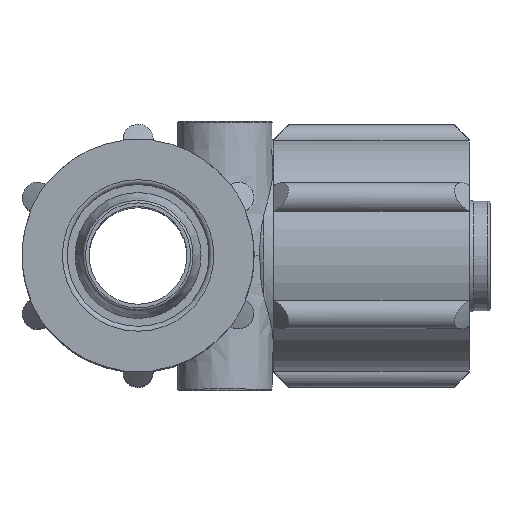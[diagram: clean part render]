
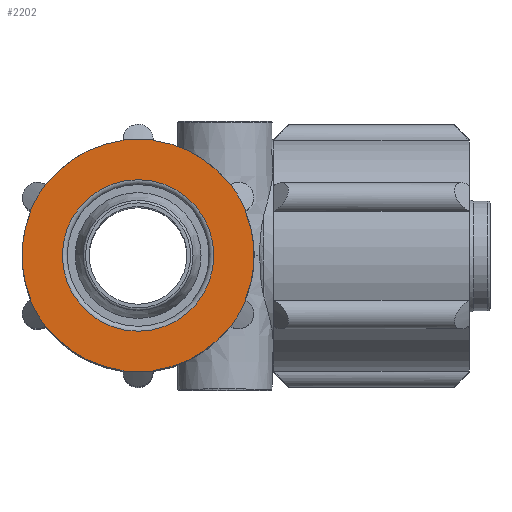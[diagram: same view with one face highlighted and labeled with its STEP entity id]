
A CAD part, top view. The second image highlights one B-rep face of the part: STEP entity #2202.
In plain terms, the highlighted face is planar.
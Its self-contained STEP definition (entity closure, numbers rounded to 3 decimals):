
#103=PLANE('',#2478);
#771=ORIENTED_EDGE('',*,*,#1148,.F.);
#772=ORIENTED_EDGE('',*,*,#1149,.F.);
#773=ORIENTED_EDGE('',*,*,#1150,.T.);
#774=ORIENTED_EDGE('',*,*,#1151,.T.);
#775=ORIENTED_EDGE('',*,*,#1152,.T.);
#776=ORIENTED_EDGE('',*,*,#1153,.F.);
#777=ORIENTED_EDGE('',*,*,#1154,.T.);
#778=ORIENTED_EDGE('',*,*,#1155,.T.);
#779=ORIENTED_EDGE('',*,*,#1156,.T.);
#780=ORIENTED_EDGE('',*,*,#1157,.F.);
#781=ORIENTED_EDGE('',*,*,#1158,.T.);
#782=ORIENTED_EDGE('',*,*,#1159,.T.);
#783=ORIENTED_EDGE('',*,*,#1160,.T.);
#784=ORIENTED_EDGE('',*,*,#1161,.F.);
#785=ORIENTED_EDGE('',*,*,#1162,.T.);
#786=ORIENTED_EDGE('',*,*,#1163,.T.);
#787=ORIENTED_EDGE('',*,*,#1164,.T.);
#788=ORIENTED_EDGE('',*,*,#1165,.F.);
#789=ORIENTED_EDGE('',*,*,#1166,.T.);
#790=ORIENTED_EDGE('',*,*,#1167,.T.);
#791=ORIENTED_EDGE('',*,*,#1168,.T.);
#792=ORIENTED_EDGE('',*,*,#1169,.F.);
#793=ORIENTED_EDGE('',*,*,#1170,.T.);
#794=ORIENTED_EDGE('',*,*,#1171,.T.);
#795=ORIENTED_EDGE('',*,*,#1172,.T.);
#1148=EDGE_CURVE('',#1393,#1393,#1546,.T.);
#1149=EDGE_CURVE('',#1394,#1395,#1547,.F.);
#1150=EDGE_CURVE('',#1394,#1396,#1548,.T.);
#1151=EDGE_CURVE('',#1396,#1397,#1549,.T.);
#1152=EDGE_CURVE('',#1397,#1398,#1550,.T.);
#1153=EDGE_CURVE('',#1399,#1398,#1551,.F.);
#1154=EDGE_CURVE('',#1399,#1400,#1552,.T.);
#1155=EDGE_CURVE('',#1400,#1401,#1553,.T.);
#1156=EDGE_CURVE('',#1401,#1402,#1554,.T.);
#1157=EDGE_CURVE('',#1403,#1402,#1555,.F.);
#1158=EDGE_CURVE('',#1403,#1404,#1556,.T.);
#1159=EDGE_CURVE('',#1404,#1405,#1557,.T.);
#1160=EDGE_CURVE('',#1405,#1406,#1558,.T.);
#1161=EDGE_CURVE('',#1407,#1406,#1559,.F.);
#1162=EDGE_CURVE('',#1407,#1408,#1560,.T.);
#1163=EDGE_CURVE('',#1408,#1409,#1561,.T.);
#1164=EDGE_CURVE('',#1409,#1410,#1562,.T.);
#1165=EDGE_CURVE('',#1411,#1410,#1563,.F.);
#1166=EDGE_CURVE('',#1411,#1412,#1564,.T.);
#1167=EDGE_CURVE('',#1412,#1413,#1565,.T.);
#1168=EDGE_CURVE('',#1413,#1414,#1566,.T.);
#1169=EDGE_CURVE('',#1415,#1414,#1567,.F.);
#1170=EDGE_CURVE('',#1415,#1416,#1568,.T.);
#1171=EDGE_CURVE('',#1416,#1417,#1569,.T.);
#1172=EDGE_CURVE('',#1417,#1395,#1570,.T.);
#1393=VERTEX_POINT('',#4050);
#1394=VERTEX_POINT('',#4052);
#1395=VERTEX_POINT('',#4053);
#1396=VERTEX_POINT('',#4055);
#1397=VERTEX_POINT('',#4057);
#1398=VERTEX_POINT('',#4059);
#1399=VERTEX_POINT('',#4061);
#1400=VERTEX_POINT('',#4063);
#1401=VERTEX_POINT('',#4065);
#1402=VERTEX_POINT('',#4067);
#1403=VERTEX_POINT('',#4069);
#1404=VERTEX_POINT('',#4071);
#1405=VERTEX_POINT('',#4073);
#1406=VERTEX_POINT('',#4075);
#1407=VERTEX_POINT('',#4077);
#1408=VERTEX_POINT('',#4079);
#1409=VERTEX_POINT('',#4081);
#1410=VERTEX_POINT('',#4083);
#1411=VERTEX_POINT('',#4085);
#1412=VERTEX_POINT('',#4087);
#1413=VERTEX_POINT('',#4089);
#1414=VERTEX_POINT('',#4091);
#1415=VERTEX_POINT('',#4093);
#1416=VERTEX_POINT('',#4095);
#1417=VERTEX_POINT('',#4097);
#1546=CIRCLE('',#2479,6.2);
#1547=CIRCLE('',#2480,9.535);
#1548=CIRCLE('',#2481,1.235);
#1549=CIRCLE('',#2482,9.5);
#1550=CIRCLE('',#2483,1.235);
#1551=CIRCLE('',#2484,9.535);
#1552=CIRCLE('',#2485,1.235);
#1553=CIRCLE('',#2486,9.5);
#1554=CIRCLE('',#2487,1.235);
#1555=CIRCLE('',#2488,9.535);
#1556=CIRCLE('',#2489,1.235);
#1557=CIRCLE('',#2490,9.5);
#1558=CIRCLE('',#2491,1.235);
#1559=CIRCLE('',#2492,9.535);
#1560=CIRCLE('',#2493,1.235);
#1561=CIRCLE('',#2494,9.5);
#1562=CIRCLE('',#2495,1.235);
#1563=CIRCLE('',#2496,9.535);
#1564=CIRCLE('',#2497,1.235);
#1565=CIRCLE('',#2498,9.5);
#1566=CIRCLE('',#2499,1.235);
#1567=CIRCLE('',#2500,9.535);
#1568=CIRCLE('',#2501,1.235);
#1569=CIRCLE('',#2502,9.5);
#1570=CIRCLE('',#2503,1.235);
#1780=EDGE_LOOP('',(#771));
#1781=EDGE_LOOP('',(#772,#773,#774,#775,#776,#777,#778,#779,#780,#781,#782,
#783,#784,#785,#786,#787,#788,#789,#790,#791,#792,#793,#794,#795));
#2000=FACE_BOUND('',#1780,.T.);
#2001=FACE_BOUND('',#1781,.T.);
#2202=ADVANCED_FACE('',(#2000,#2001),#103,.T.);
#2478=AXIS2_PLACEMENT_3D('',#4048,#3050,#3051);
#2479=AXIS2_PLACEMENT_3D('',#4049,#3052,#3053);
#2480=AXIS2_PLACEMENT_3D('',#4051,#3054,#3055);
#2481=AXIS2_PLACEMENT_3D('',#4054,#3056,#3057);
#2482=AXIS2_PLACEMENT_3D('',#4056,#3058,#3059);
#2483=AXIS2_PLACEMENT_3D('',#4058,#3060,#3061);
#2484=AXIS2_PLACEMENT_3D('',#4060,#3062,#3063);
#2485=AXIS2_PLACEMENT_3D('',#4062,#3064,#3065);
#2486=AXIS2_PLACEMENT_3D('',#4064,#3066,#3067);
#2487=AXIS2_PLACEMENT_3D('',#4066,#3068,#3069);
#2488=AXIS2_PLACEMENT_3D('',#4068,#3070,#3071);
#2489=AXIS2_PLACEMENT_3D('',#4070,#3072,#3073);
#2490=AXIS2_PLACEMENT_3D('',#4072,#3074,#3075);
#2491=AXIS2_PLACEMENT_3D('',#4074,#3076,#3077);
#2492=AXIS2_PLACEMENT_3D('',#4076,#3078,#3079);
#2493=AXIS2_PLACEMENT_3D('',#4078,#3080,#3081);
#2494=AXIS2_PLACEMENT_3D('',#4080,#3082,#3083);
#2495=AXIS2_PLACEMENT_3D('',#4082,#3084,#3085);
#2496=AXIS2_PLACEMENT_3D('',#4084,#3086,#3087);
#2497=AXIS2_PLACEMENT_3D('',#4086,#3088,#3089);
#2498=AXIS2_PLACEMENT_3D('',#4088,#3090,#3091);
#2499=AXIS2_PLACEMENT_3D('',#4090,#3092,#3093);
#2500=AXIS2_PLACEMENT_3D('',#4092,#3094,#3095);
#2501=AXIS2_PLACEMENT_3D('',#4094,#3096,#3097);
#2502=AXIS2_PLACEMENT_3D('',#4096,#3098,#3099);
#2503=AXIS2_PLACEMENT_3D('',#4098,#3100,#3101);
#3050=DIRECTION('',(1.,0.,0.));
#3051=DIRECTION('',(0.,0.,-1.));
#3052=DIRECTION('',(1.,0.,0.));
#3053=DIRECTION('',(0.,0.,-1.));
#3054=DIRECTION('',(1.,0.,0.));
#3055=DIRECTION('',(0.,0.,-1.));
#3056=DIRECTION('',(1.,0.,0.));
#3057=DIRECTION('',(0.,0.,-1.));
#3058=DIRECTION('',(1.,0.,0.));
#3059=DIRECTION('',(0.,0.,-1.));
#3060=DIRECTION('',(1.,0.,0.));
#3061=DIRECTION('',(0.,0.,-1.));
#3062=DIRECTION('',(1.,0.,0.));
#3063=DIRECTION('',(0.,0.,-1.));
#3064=DIRECTION('',(1.,0.,0.));
#3065=DIRECTION('',(0.,0.,-1.));
#3066=DIRECTION('',(1.,0.,0.));
#3067=DIRECTION('',(0.,0.,-1.));
#3068=DIRECTION('',(1.,0.,0.));
#3069=DIRECTION('',(0.,0.,-1.));
#3070=DIRECTION('',(1.,0.,0.));
#3071=DIRECTION('',(0.,0.,-1.));
#3072=DIRECTION('',(1.,0.,0.));
#3073=DIRECTION('',(0.,0.,-1.));
#3074=DIRECTION('',(1.,0.,0.));
#3075=DIRECTION('',(0.,0.,-1.));
#3076=DIRECTION('',(1.,0.,0.));
#3077=DIRECTION('',(0.,0.,-1.));
#3078=DIRECTION('',(1.,0.,0.));
#3079=DIRECTION('',(0.,0.,-1.));
#3080=DIRECTION('',(1.,0.,0.));
#3081=DIRECTION('',(0.,0.,-1.));
#3082=DIRECTION('',(1.,0.,0.));
#3083=DIRECTION('',(0.,0.,-1.));
#3084=DIRECTION('',(1.,0.,0.));
#3085=DIRECTION('',(0.,0.,-1.));
#3086=DIRECTION('',(1.,0.,0.));
#3087=DIRECTION('',(0.,0.,-1.));
#3088=DIRECTION('',(1.,0.,0.));
#3089=DIRECTION('',(0.,0.,-1.));
#3090=DIRECTION('',(1.,0.,0.));
#3091=DIRECTION('',(0.,0.,-1.));
#3092=DIRECTION('',(1.,0.,0.));
#3093=DIRECTION('',(0.,0.,-1.));
#3094=DIRECTION('',(1.,0.,0.));
#3095=DIRECTION('',(0.,0.,-1.));
#3096=DIRECTION('',(1.,0.,0.));
#3097=DIRECTION('',(0.,0.,-1.));
#3098=DIRECTION('',(1.,0.,0.));
#3099=DIRECTION('',(0.,0.,-1.));
#3100=DIRECTION('',(1.,0.,0.));
#3101=DIRECTION('',(0.,0.,-1.));
#4048=CARTESIAN_POINT('',(16.,2.375,4.114));
#4049=CARTESIAN_POINT('',(16.,0.,0.));
#4050=CARTESIAN_POINT('',(16.,0.,-6.2));
#4051=CARTESIAN_POINT('',(16.,0.,0.));
#4052=CARTESIAN_POINT('',(16.,-3.659,-8.805));
#4053=CARTESIAN_POINT('',(16.,-5.796,-7.571));
#4054=CARTESIAN_POINT('',(16.,-4.75,-8.227));
#4055=CARTESIAN_POINT('',(16.,-3.643,-8.774));
#4056=CARTESIAN_POINT('',(16.,0.,0.));
#4057=CARTESIAN_POINT('',(16.,3.643,-8.774));
#4058=CARTESIAN_POINT('',(16.,4.75,-8.227));
#4059=CARTESIAN_POINT('',(16.,3.659,-8.805));
#4060=CARTESIAN_POINT('',(16.,0.,0.));
#4061=CARTESIAN_POINT('',(16.,5.796,-7.571));
#4062=CARTESIAN_POINT('',(16.,4.75,-8.227));
#4063=CARTESIAN_POINT('',(16.,5.777,-7.542));
#4064=CARTESIAN_POINT('',(16.,0.,0.));
#4065=CARTESIAN_POINT('',(16.,9.42,-1.232));
#4066=CARTESIAN_POINT('',(16.,9.5,0.));
#4067=CARTESIAN_POINT('',(16.,9.455,-1.234));
#4068=CARTESIAN_POINT('',(16.,0.,0.));
#4069=CARTESIAN_POINT('',(16.,9.455,1.234));
#4070=CARTESIAN_POINT('',(16.,9.5,0.));
#4071=CARTESIAN_POINT('',(16.,9.42,1.232));
#4072=CARTESIAN_POINT('',(16.,0.,0.));
#4073=CARTESIAN_POINT('',(16.,5.777,7.542));
#4074=CARTESIAN_POINT('',(16.,4.75,8.227));
#4075=CARTESIAN_POINT('',(16.,5.796,7.571));
#4076=CARTESIAN_POINT('',(16.,0.,0.));
#4077=CARTESIAN_POINT('',(16.,3.659,8.805));
#4078=CARTESIAN_POINT('',(16.,4.75,8.227));
#4079=CARTESIAN_POINT('',(16.,3.643,8.774));
#4080=CARTESIAN_POINT('',(16.,0.,0.));
#4081=CARTESIAN_POINT('',(16.,-3.643,8.774));
#4082=CARTESIAN_POINT('',(16.,-4.75,8.227));
#4083=CARTESIAN_POINT('',(16.,-3.659,8.805));
#4084=CARTESIAN_POINT('',(16.,0.,0.));
#4085=CARTESIAN_POINT('',(16.,-5.796,7.571));
#4086=CARTESIAN_POINT('',(16.,-4.75,8.227));
#4087=CARTESIAN_POINT('',(16.,-5.777,7.542));
#4088=CARTESIAN_POINT('',(16.,0.,0.));
#4089=CARTESIAN_POINT('',(16.,-9.42,1.232));
#4090=CARTESIAN_POINT('',(16.,-9.5,0.));
#4091=CARTESIAN_POINT('',(16.,-9.455,1.234));
#4092=CARTESIAN_POINT('',(16.,0.,0.));
#4093=CARTESIAN_POINT('',(16.,-9.455,-1.234));
#4094=CARTESIAN_POINT('',(16.,-9.5,0.));
#4095=CARTESIAN_POINT('',(16.,-9.42,-1.232));
#4096=CARTESIAN_POINT('',(16.,0.,0.));
#4097=CARTESIAN_POINT('',(16.,-5.777,-7.542));
#4098=CARTESIAN_POINT('',(16.,-4.75,-8.227));
